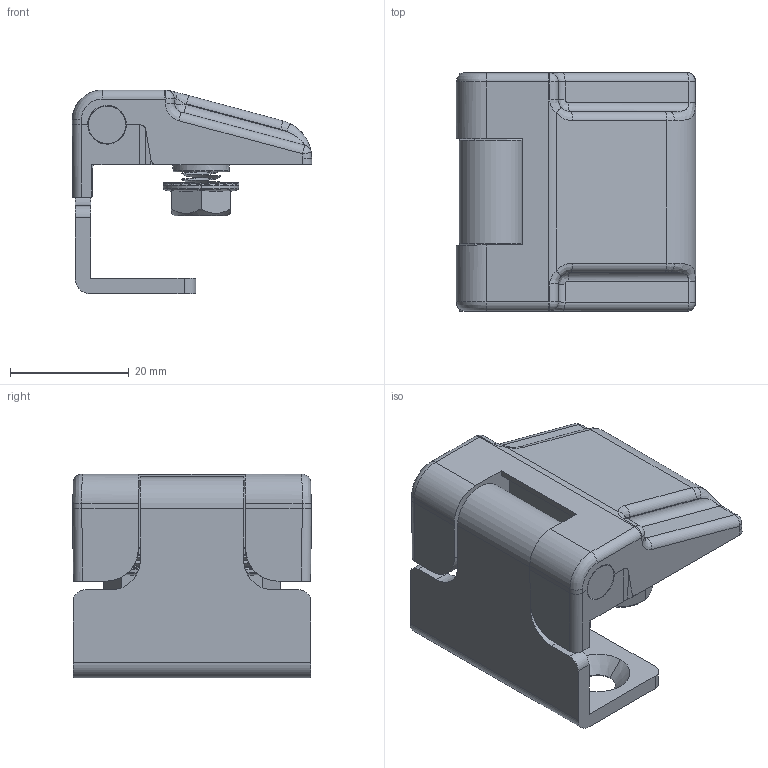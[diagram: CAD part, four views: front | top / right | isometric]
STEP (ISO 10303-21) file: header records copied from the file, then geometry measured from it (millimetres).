
FILE_DESCRIPTION (( 'STEP AP203' ), '1' );
FILE_NAME ('MK21.5.V2.22.STEP', '2022-06-14T04:25:31', ( '' ), ( '' ), 'SwSTEP 2.0', 'SolidWorks 2021', '' );
FILE_SCHEMA (( 'CONFIG_CONTROL_DESIGN' ));
Length unit declared in the file: millimetre
Products named in the file (1): MK21.5.V2.22
Bounding box: 40.26 x 40.2 x 34.28 mm (x, y, z)
Surface area: 11369.2 mm2 (no closed solid volume)
Topology: 0 solids, 53 shells, 450 faces, 1361 edges, 925 vertices
Faces by surface type: plane 202, cylinder 125, bspline 81, cone 24, torus 12, sphere 6
Entity records: 19367 total; most frequent: CARTESIAN_POINT 8428, ORIENTED_EDGE 2226, DIRECTION 1937, EDGE_CURVE 1358, VERTEX_POINT 924, VECTOR 685, LINE 685, AXIS2_PLACEMENT_3D 626
